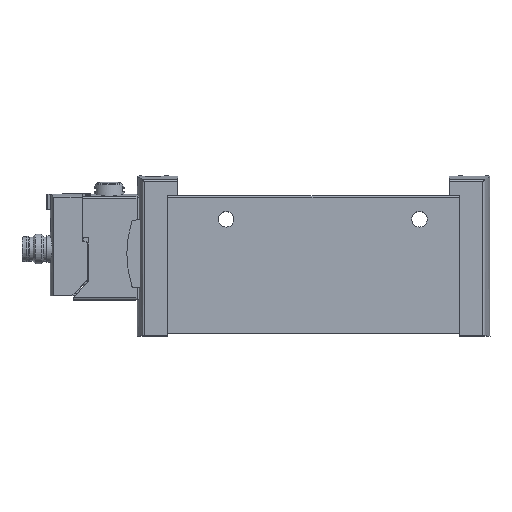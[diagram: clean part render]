
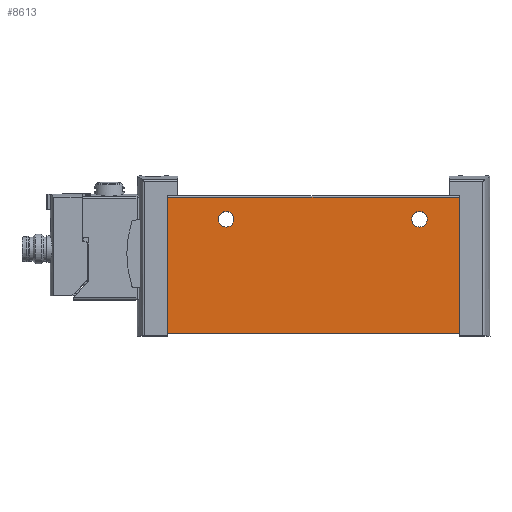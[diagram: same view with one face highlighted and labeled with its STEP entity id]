
A CAD part, top view. The second image highlights one B-rep face of the part: STEP entity #8613.
In plain terms, the highlighted planar face has unit normal (0, 0, 1).
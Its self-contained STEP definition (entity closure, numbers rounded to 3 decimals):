
#80=PLANE('',#10787);
#476=CIRCLE('',#10788,2.1);
#477=CIRCLE('',#10789,2.1);
#818=LINE('',#14538,#1694);
#827=LINE('',#14566,#1703);
#832=LINE('',#14586,#1708);
#835=LINE('',#14592,#1711);
#1694=VECTOR('',#11757,1000.);
#1703=VECTOR('',#11782,1000.);
#1708=VECTOR('',#11805,1000.);
#1711=VECTOR('',#11814,1000.);
#2708=ORIENTED_EDGE('',*,*,#5242,.F.);
#2709=ORIENTED_EDGE('',*,*,#5243,.F.);
#2710=ORIENTED_EDGE('',*,*,#5238,.T.);
#2711=ORIENTED_EDGE('',*,*,#5227,.F.);
#2712=ORIENTED_EDGE('',*,*,#5241,.F.);
#2713=ORIENTED_EDGE('',*,*,#5211,.T.);
#5211=EDGE_CURVE('',#6482,#6481,#818,.T.);
#5227=EDGE_CURVE('',#6492,#6489,#827,.T.);
#5238=EDGE_CURVE('',#6481,#6489,#832,.T.);
#5241=EDGE_CURVE('',#6482,#6492,#835,.T.);
#5242=EDGE_CURVE('',#6499,#6499,#476,.F.);
#5243=EDGE_CURVE('',#6500,#6500,#477,.F.);
#6481=VERTEX_POINT('',#14537);
#6482=VERTEX_POINT('',#14539);
#6489=VERTEX_POINT('',#14556);
#6492=VERTEX_POINT('',#14565);
#6499=VERTEX_POINT('',#14595);
#6500=VERTEX_POINT('',#14597);
#7299=EDGE_LOOP('',(#2708));
#7300=EDGE_LOOP('',(#2709));
#7301=EDGE_LOOP('',(#2710,#2711,#2712,#2713));
#7893=FACE_BOUND('',#7299,.T.);
#7894=FACE_BOUND('',#7300,.T.);
#7895=FACE_BOUND('',#7301,.T.);
#8613=ADVANCED_FACE('',(#7893,#7894,#7895),#80,.F.);
#10787=AXIS2_PLACEMENT_3D('',#14593,#11815,#11816);
#10788=AXIS2_PLACEMENT_3D('',#14594,#11817,#11818);
#10789=AXIS2_PLACEMENT_3D('',#14596,#11819,#11820);
#11757=DIRECTION('',(-1.,0.,0.));
#11782=DIRECTION('',(-1.,0.,0.));
#11805=DIRECTION('',(0.,-1.,0.));
#11814=DIRECTION('',(0.,-1.,0.));
#11815=DIRECTION('',(0.,0.,-1.));
#11816=DIRECTION('',(-1.,0.,0.));
#11817=DIRECTION('',(0.,0.,-1.));
#11818=DIRECTION('',(-1.,0.,0.));
#11819=DIRECTION('',(0.,0.,-1.));
#11820=DIRECTION('',(-1.,0.,0.));
#14537=CARTESIAN_POINT('',(-39.2,36.6,9.15));
#14538=CARTESIAN_POINT('',(39.2,36.6,9.15));
#14539=CARTESIAN_POINT('',(39.2,36.6,9.15));
#14556=CARTESIAN_POINT('',(-39.2,0.,9.15));
#14565=CARTESIAN_POINT('',(39.2,0.,9.15));
#14566=CARTESIAN_POINT('',(39.2,0.,9.15));
#14586=CARTESIAN_POINT('',(-39.2,36.6,9.15));
#14592=CARTESIAN_POINT('',(39.2,36.6,9.15));
#14593=CARTESIAN_POINT('',(39.2,36.6,9.15));
#14594=CARTESIAN_POINT('',(28.5,30.6,9.15));
#14595=CARTESIAN_POINT('',(26.4,30.6,9.15));
#14596=CARTESIAN_POINT('',(-23.5,30.6,9.15));
#14597=CARTESIAN_POINT('',(-25.6,30.6,9.15));
